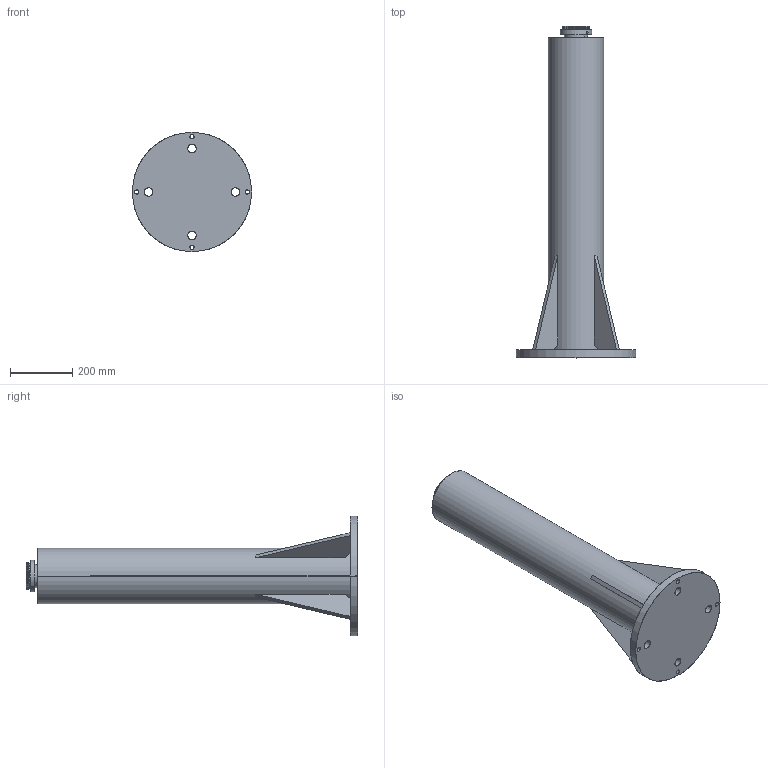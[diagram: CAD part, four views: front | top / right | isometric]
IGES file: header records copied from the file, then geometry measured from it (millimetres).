
Start section: SolidWorks IGES file using analytic representation for surfaces
Global section: file name: 239-0.IGS; native system: SolidWorks 2020; preprocessor: SolidWorks 2020; author: estack; date: 201013.160904; units: inch
Bounding box: 383.54 x 1068.39 x 383.54 mm (x, y, z)
Surface area: 1013896.3 mm2 (no closed solid volume)
Topology: 0 solids, 0 shells, 80 faces, 1864 edges, 1864 vertices
Faces by surface type: revolution 46, bspline 34
